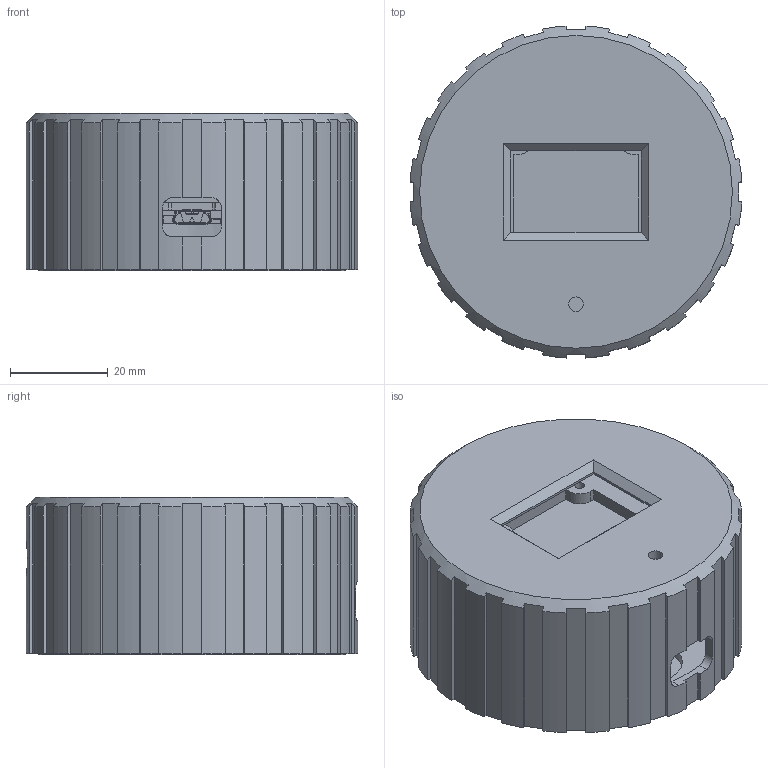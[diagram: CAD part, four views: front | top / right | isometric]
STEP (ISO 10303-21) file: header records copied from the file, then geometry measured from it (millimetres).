
FILE_DESCRIPTION(/* description */ (''),/* implementation_level */ '2;1');
FILE_NAME(/* name */ 'SaltScale_Monitor_V1.step',/* time_stamp */ '2025-08-31T09:30:25-04:00',/* author */ (''),/* organization */ (''),/* preprocessor_version */ 'ST-DEVELOPER v20.1',/* originating_system */ 'Autodesk Translation Framework v14.10.0.0',/* authorisation */ '');
FILE_SCHEMA (('AUTOMOTIVE_DESIGN { 1 0 10303 214 3 1 1 }'));
Products named in the file (20): Monitor; Electronics_Bracket_Rear; ESP32_DEV_KIT_V1_ASM; PCB; WIFI_CARD_2; RECTANGULARCHIP_2; MICROCHIP_2; TANCHIP_2; TRANSISTOR_3-LEG_2; RESISTOR2-32_2; TRANSISTOR_3-LEG2_2; RESISTOR1_2; BUTTON_R_ASM; BUTTON_R_ASM_1; BUTTONFLASH-13_2; BUTTONFLASH-14_2; USB_SOCKET_2; Amplifier; Front_Shell; Back_Shell
Assembly tree (32 placements, depth 5):
  Monitor
    Electronics_Bracket_Rear
      ESP32_DEV_KIT_V1_ASM
        PCB
        WIFI_CARD_2
        RECTANGULARCHIP_2
        MICROCHIP_2
        TANCHIP_2
        TRANSISTOR_3-LEG_2
        RESISTOR1_2  x11
        RESISTOR2-32_2  x2
        TRANSISTOR_3-LEG2_2
        BUTTON_R_ASM
          BUTTONFLASH-13_2
          BUTTONFLASH-14_2
        BUTTON_R_ASM_1
          BUTTONFLASH-13_2
          BUTTONFLASH-14_2
        USB_SOCKET_2
      Amplifier
    Front_Shell
    Back_Shell
Bounding box: 67.88 x 67.88 x 32.25 mm (x, y, z)
Volume: 59375.4 mm3; surface area: 44721.3 mm2
Topology: 31 solids, 31 shells, 2108 faces, 5496 edges, 3464 vertices
Faces by surface type: plane 890, cylinder 762, bspline 215, torus 139, sphere 95, cone 7
Full cylindrical faces by diameter (mm): 0.8 x30, 1.75 x2, 1.8 x2, 2 x4, 3 x9, 3.25 x2, 4 x2, 5 x5, 6 x1, 10 x2, 15.25 x2, 63 x1, 64 x1
Entity records: 53809 total; most frequent: CARTESIAN_POINT 16423, ORIENTED_EDGE 7756, DIRECTION 6891, EDGE_CURVE 3878, VERTEX_POINT 2489, LINE 2363, VECTOR 2363, AXIS2_PLACEMENT_3D 2264
